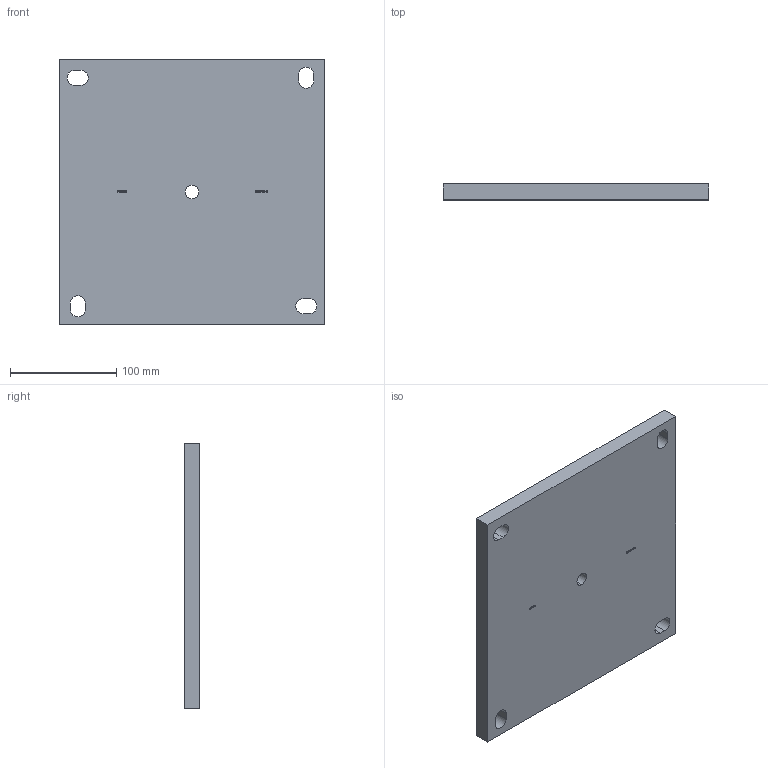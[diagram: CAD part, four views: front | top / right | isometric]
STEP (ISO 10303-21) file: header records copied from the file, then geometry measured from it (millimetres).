
FILE_DESCRIPTION (( 'STEP AP203' ), '1' );
FILE_NAME ('51014-STQ-15.STEP', '2022-02-03T09:42:08', ( '' ), ( '' ), 'SwSTEP 2.0', 'SolidWorks 2018', '' );
FILE_SCHEMA (( 'CONFIG_CONTROL_DESIGN' ));
Length unit declared in the file: millimetre
Products named in the file (2): 51014-STQ-15
Bounding box: 250 x 15 x 250 mm (x, y, z)
Volume: 921382.3 mm3; surface area: 141809.3 mm2
Topology: 1 solids, 1 shells, 271 faces, 729 edges, 486 vertices
Faces by surface type: plane 161, bspline 98, cylinder 12
Entity records: 13738 total; most frequent: CARTESIAN_POINT 7410, ORIENTED_EDGE 1458, DIRECTION 907, EDGE_CURVE 729, VECTOR 509, LINE 509, VERTEX_POINT 486, EDGE_LOOP 307
